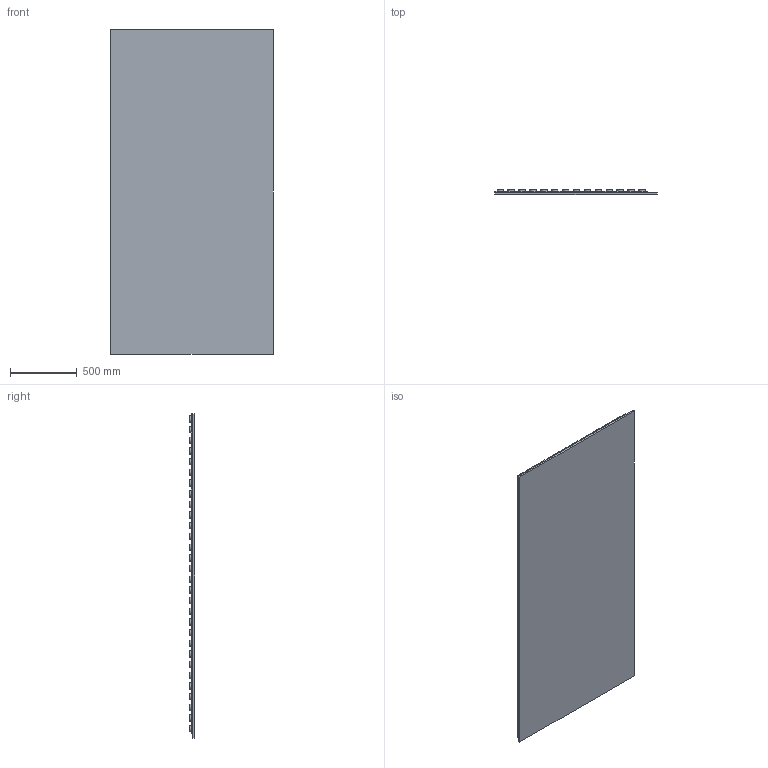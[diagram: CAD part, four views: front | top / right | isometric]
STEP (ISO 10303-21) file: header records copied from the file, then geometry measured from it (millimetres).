
FILE_DESCRIPTION(/* description */ (''),/* implementation_level */ '2;1');
FILE_NAME(/* name */ 'Lote Frontal Legos.stp',/* time_stamp */ '2023-03-19T19:49:26-05:00',/* author */ ('Juan'),/* organization */ (''),/* preprocessor_version */ 'ST-DEVELOPER v19',/* originating_system */ 'Autodesk Inventor 2023',/* authorisation */ '');
FILE_SCHEMA (('AUTOMOTIVE_DESIGN { 1 0 10303 214 3 1 1 }'));
Length unit declared in the file: millimetre
Products named in the file (3): Corte Legos; Tablero Base; RLV1 Frente
Assembly tree (71 placements, depth 2):
  Corte Legos
    Tablero Base
    RLV1 Frente  x70
Bounding box: 1220 x 40 x 2440 mm (x, y, z)
Volume: 81004225.5 mm3; surface area: 13158352.1 mm2
Topology: 71 solids, 71 shells, 1266 faces, 2112 edges, 1408 vertices
Faces by surface type: plane 846, cylinder 420
Full cylindrical faces by diameter (mm): 48 x420
Entity records: 1244 total; most frequent: DIRECTION 250, CARTESIAN_POINT 168, AXIS2_PLACEMENT_3D 110, ORIENTED_EDGE 84, PRODUCT_DEFINITION_SHAPE 74, ITEM_DEFINED_TRANSFORMATION 71, CONTEXT_DEPENDENT_SHAPE_REPRESENTATION 71, NEXT_ASSEMBLY_USAGE_OCCURRENCE 71
